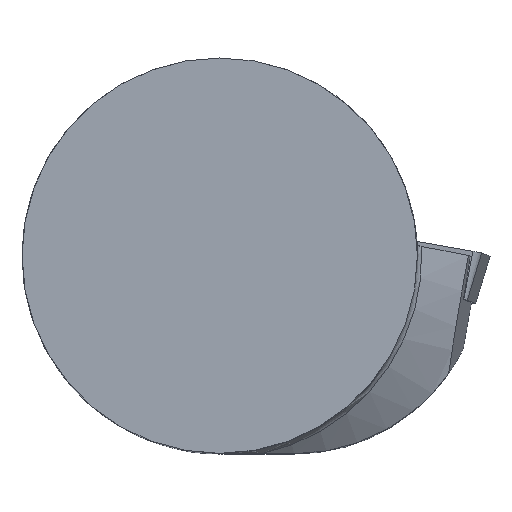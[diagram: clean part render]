
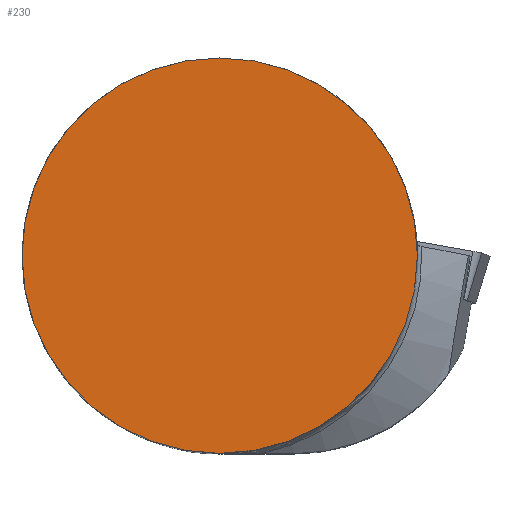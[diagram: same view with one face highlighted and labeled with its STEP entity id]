
A CAD part, top view. The second image highlights one B-rep face of the part: STEP entity #230.
In plain terms, the highlighted planar face has unit normal (0, 0, 1).
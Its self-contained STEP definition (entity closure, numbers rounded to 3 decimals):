
#138=PLANE('',#1147);
#180=FACE_OUTER_BOUND('',#327,.T.);
#230=ADVANCED_FACE('',(#180),#138,.T.);
#327=EDGE_LOOP('',(#725));
#352=CIRCLE('',#1080,16.);
#725=ORIENTED_EDGE('',*,*,#891,.F.);
#803=VERTEX_POINT('',#1569);
#891=EDGE_CURVE('',#803,#803,#352,.T.);
#1080=AXIS2_PLACEMENT_3D('',#1568,#1207,#1208);
#1147=AXIS2_PLACEMENT_3D('',#1869,#1379,#1380);
#1207=DIRECTION('',(0.,0.,-1.));
#1208=DIRECTION('',(1.,0.,0.));
#1379=DIRECTION('',(0.,0.,1.));
#1380=DIRECTION('',(1.,0.,0.));
#1568=CARTESIAN_POINT('',(0.,0.,0.));
#1569=CARTESIAN_POINT('',(16.,0.,0.));
#1869=CARTESIAN_POINT('',(0.,0.,0.));
